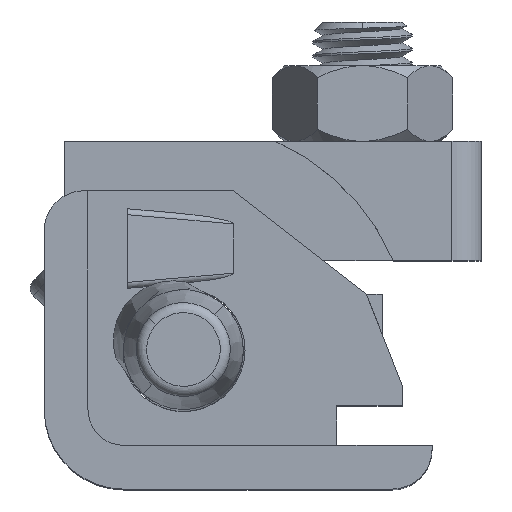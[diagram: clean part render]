
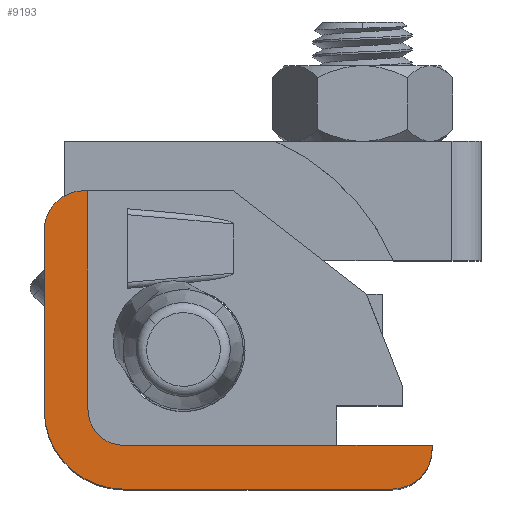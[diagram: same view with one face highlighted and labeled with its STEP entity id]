
A CAD part, top view. The second image highlights one B-rep face of the part: STEP entity #9193.
In plain terms, the highlighted planar face has unit normal (0, 0, 1).
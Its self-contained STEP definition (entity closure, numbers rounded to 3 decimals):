
#177 = VERTEX_POINT ( 'NONE', #4269 ) ;
#257 = DIRECTION ( 'NONE',  ( 0., 0., 1. ) ) ;
#266 = DIRECTION ( 'NONE',  ( 0., 0., 1. ) ) ;
#313 = VERTEX_POINT ( 'NONE', #4348 ) ;
#404 = CARTESIAN_POINT ( 'NONE',  ( 12.5, -5., 13. ) ) ;
#471 = VECTOR ( 'NONE', #690, 1000. ) ;
#498 = CARTESIAN_POINT ( 'NONE',  ( -7., -7., 13. ) ) ;
#569 = DIRECTION ( 'NONE',  ( 1., 0., 0. ) ) ;
#649 = VERTEX_POINT ( 'NONE', #404 ) ;
#690 = DIRECTION ( 'NONE',  ( 0., 1., 0. ) ) ;
#712 = CARTESIAN_POINT ( 'NONE',  ( -7., 6., 13. ) ) ;
#1037 = VECTOR ( 'NONE', #1446, 1000. ) ;
#1064 = CARTESIAN_POINT ( 'NONE',  ( -5., 6., 13. ) ) ;
#1168 = VERTEX_POINT ( 'NONE', #7491 ) ;
#1338 = LINE ( 'NONE', #4278, #1477 ) ;
#1446 = DIRECTION ( 'NONE',  ( 0., -1., 0. ) ) ;
#1477 = VECTOR ( 'NONE', #9180, 1000. ) ;
#1515 = FACE_OUTER_BOUND ( 'NONE', #5688, .T. ) ;
#1605 = CARTESIAN_POINT ( 'NONE',  ( 12.5, -7., 13. ) ) ;
#1896 = LINE ( 'NONE', #6970, #3714 ) ;
#2076 = AXIS2_PLACEMENT_3D ( 'NONE', #1064, #266, #8063 ) ;
#2095 = CARTESIAN_POINT ( 'NONE',  ( 10.5, -7., 13. ) ) ;
#2203 = EDGE_CURVE ( 'NONE', #313, #6164, #2583, .T. ) ;
#2456 = CARTESIAN_POINT ( 'NONE',  ( -3., -3., 13. ) ) ;
#2527 = VERTEX_POINT ( 'NONE', #5837 ) ;
#2528 = CIRCLE ( 'NONE', #2076, 2. ) ;
#2583 = LINE ( 'NONE', #5426, #8381 ) ;
#2661 = AXIS2_PLACEMENT_3D ( 'NONE', #2456, #3148, #5161 ) ;
#2704 = ORIENTED_EDGE ( 'NONE', *, *, #8703, .F. ) ;
#2887 = ORIENTED_EDGE ( 'NONE', *, *, #3045, .F. ) ;
#3045 = EDGE_CURVE ( 'NONE', #6873, #177, #9075, .T. ) ;
#3112 = DIRECTION ( 'NONE',  ( 0., 1., 0. ) ) ;
#3148 = DIRECTION ( 'NONE',  ( 0., 0., 1. ) ) ;
#3177 = ORIENTED_EDGE ( 'NONE', *, *, #8114, .F. ) ;
#3510 = DIRECTION ( 'NONE',  ( -1., 0., 0. ) ) ;
#3554 = LINE ( 'NONE', #4261, #7469 ) ;
#3610 = CIRCLE ( 'NONE', #8532, 2. ) ;
#3714 = VECTOR ( 'NONE', #6832, 1000. ) ;
#4261 = CARTESIAN_POINT ( 'NONE',  ( -7., -7., 13. ) ) ;
#4269 = CARTESIAN_POINT ( 'NONE',  ( -3., -4.8, 13. ) ) ;
#4278 = CARTESIAN_POINT ( 'NONE',  ( -4.8, 8., 13. ) ) ;
#4348 = CARTESIAN_POINT ( 'NONE',  ( -5., 8., 13. ) ) ;
#4353 = PLANE ( 'NONE',  #7461 ) ;
#4800 = ORIENTED_EDGE ( 'NONE', *, *, #6355, .F. ) ;
#4899 = AXIS2_PLACEMENT_3D ( 'NONE', #5261, #257, #3112 ) ;
#5161 = DIRECTION ( 'NONE',  ( 0., 1., 0. ) ) ;
#5223 = ORIENTED_EDGE ( 'NONE', *, *, #6577, .T. ) ;
#5261 = CARTESIAN_POINT ( 'NONE',  ( -3., -3., 13. ) ) ;
#5303 = ORIENTED_EDGE ( 'NONE', *, *, #2203, .F. ) ;
#5426 = CARTESIAN_POINT ( 'NONE',  ( -7., 8., 13. ) ) ;
#5636 = CARTESIAN_POINT ( 'NONE',  ( 12.5, -7., 13. ) ) ;
#5688 = EDGE_LOOP ( 'NONE', ( #8491, #5223, #3177, #6087, #2887, #2704, #5303, #8029, #4800, #5725 ) ) ;
#5725 = ORIENTED_EDGE ( 'NONE', *, *, #8813, .T. ) ;
#5837 = CARTESIAN_POINT ( 'NONE',  ( -7., -3., 13. ) ) ;
#6087 = ORIENTED_EDGE ( 'NONE', *, *, #8297, .F. ) ;
#6164 = VERTEX_POINT ( 'NONE', #6256 ) ;
#6197 = EDGE_CURVE ( 'NONE', #8004, #1168, #3554, .T. ) ;
#6256 = CARTESIAN_POINT ( 'NONE',  ( -4.8, 8., 13. ) ) ;
#6317 = VERTEX_POINT ( 'NONE', #712 ) ;
#6355 = EDGE_CURVE ( 'NONE', #2527, #6317, #6885, .T. ) ;
#6577 = EDGE_CURVE ( 'NONE', #8004, #649, #3610, .T. ) ;
#6677 = CIRCLE ( 'NONE', #2661, 4. ) ;
#6794 = DIRECTION ( 'NONE',  ( 0., 1., 0. ) ) ;
#6832 = DIRECTION ( 'NONE',  ( 1., 0., 0. ) ) ;
#6873 = VERTEX_POINT ( 'NONE', #7073 ) ;
#6885 = LINE ( 'NONE', #498, #471 ) ;
#6970 = CARTESIAN_POINT ( 'NONE',  ( -3., -4.8, 13. ) ) ;
#7073 = CARTESIAN_POINT ( 'NONE',  ( -4.8, -3., 13. ) ) ;
#7086 = VERTEX_POINT ( 'NONE', #8008 ) ;
#7195 = DIRECTION ( 'NONE',  ( 0., 0., 1. ) ) ;
#7286 = DIRECTION ( 'NONE',  ( 0., 1., 0. ) ) ;
#7461 = AXIS2_PLACEMENT_3D ( 'NONE', #1605, #7195, #7286 ) ;
#7469 = VECTOR ( 'NONE', #3510, 1000. ) ;
#7491 = CARTESIAN_POINT ( 'NONE',  ( -3., -7., 13. ) ) ;
#7538 = CARTESIAN_POINT ( 'NONE',  ( 10.5, -5., 13. ) ) ;
#7829 = LINE ( 'NONE', #5636, #1037 ) ;
#8004 = VERTEX_POINT ( 'NONE', #2095 ) ;
#8008 = CARTESIAN_POINT ( 'NONE',  ( 12.5, -4.8, 13. ) ) ;
#8029 = ORIENTED_EDGE ( 'NONE', *, *, #8251, .T. ) ;
#8063 = DIRECTION ( 'NONE',  ( 0., 1., 0. ) ) ;
#8114 = EDGE_CURVE ( 'NONE', #7086, #649, #7829, .T. ) ;
#8251 = EDGE_CURVE ( 'NONE', #313, #6317, #2528, .T. ) ;
#8297 = EDGE_CURVE ( 'NONE', #177, #7086, #1896, .T. ) ;
#8381 = VECTOR ( 'NONE', #569, 1000. ) ;
#8383 = DIRECTION ( 'NONE',  ( 0., 0., 1. ) ) ;
#8491 = ORIENTED_EDGE ( 'NONE', *, *, #6197, .F. ) ;
#8532 = AXIS2_PLACEMENT_3D ( 'NONE', #7538, #8383, #6794 ) ;
#8703 = EDGE_CURVE ( 'NONE', #6164, #6873, #1338, .T. ) ;
#8813 = EDGE_CURVE ( 'NONE', #2527, #1168, #6677, .T. ) ;
#9075 = CIRCLE ( 'NONE', #4899, 1.8 ) ;
#9180 = DIRECTION ( 'NONE',  ( 0., -1., 0. ) ) ;
#9193 = ADVANCED_FACE ( 'NONE', ( #1515 ), #4353, .T. ) ;
